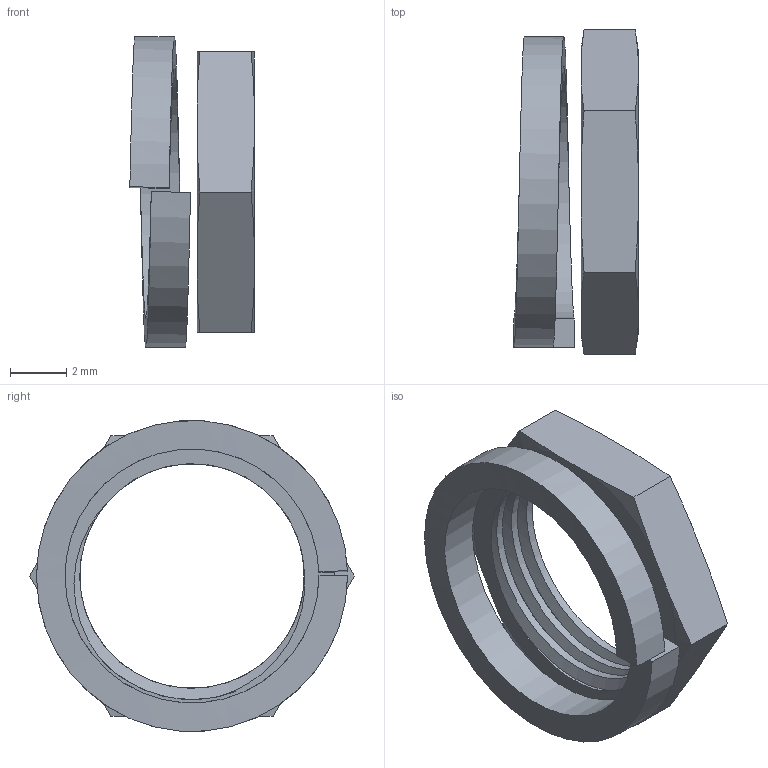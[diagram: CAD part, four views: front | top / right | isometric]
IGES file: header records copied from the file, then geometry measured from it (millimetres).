
Start section: SolidWorks IGES file using analytic representation for surfaces
Global section: file name: CCLB-1.IGS; native system: SolidWorks 2018; preprocessor: SolidWorks 2018; author: chwang; date: 200609.093944; units: foot
Bounding box: 4.43 x 11.55 x 11.04 mm (x, y, z)
Volume: 109.2 mm3; surface area: 379.3 mm2
Topology: 2 solids, 2 shells, 30 faces, 78 edges, 52 vertices
Faces by surface type: revolution 14, plane 10, bspline 6
